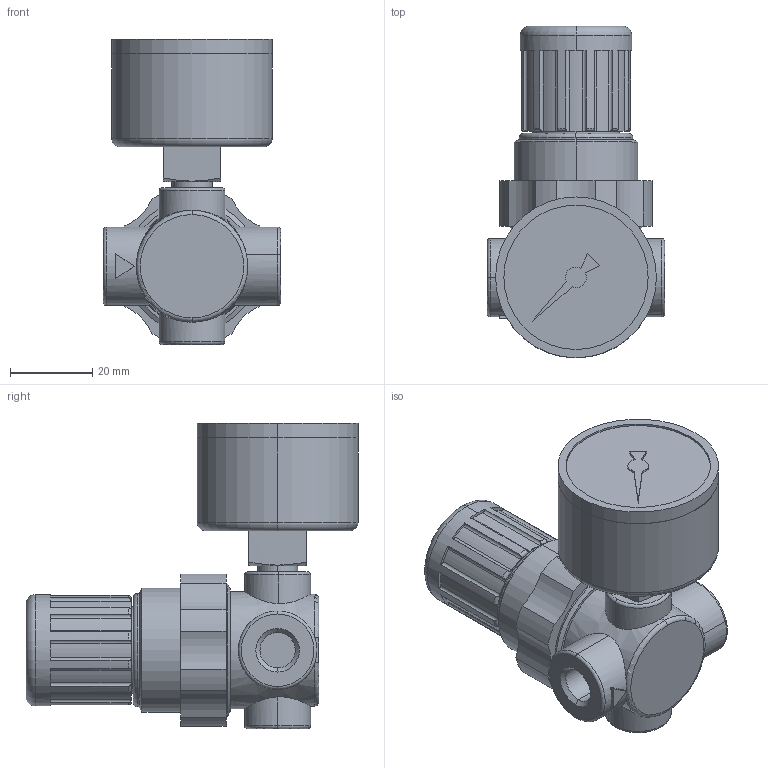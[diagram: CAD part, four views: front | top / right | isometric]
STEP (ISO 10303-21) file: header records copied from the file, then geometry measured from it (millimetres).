
FILE_DESCRIPTION(/* description */ ('VariCAD 2016-1.04 AP-214'),/* implementation_level */ '2;1');
FILE_NAME(/* name */ 'dr_022-00.stp',/* time_stamp */ '2016-06-16T09:36:27+02:00',/* author */ (''),/* organization */ (''),/* preprocessor_version */ 'ST-DEVELOPER v14',/* originating_system */ 'VariCAD 2016-1.04; kernel version (20130303)',/* authorisation */ '');
FILE_SCHEMA (('AUTOMOTIVE_DESIGN'));
Length unit declared in the file: millimetre
Products named in the file (3): dr_022-00; 9.1500.00.756_1<2>; 9.1500.00.756_1<1>
Assembly tree (2 placements, depth 2):
  dr_022-00
    9.1500.00.756_1<2>
    9.1500.00.756_1<1>
Bounding box: 43 x 80.5 x 74 mm (x, y, z)
Volume: 85545.8 mm3; surface area: 17521.8 mm2
Topology: 2 solids, 2 shells, 192 faces, 477 edges, 307 vertices
Faces by surface type: cylinder 90, plane 62, cone 22, torus 18
Entity records: 6324 total; most frequent: CARTESIAN_POINT 1549, DIRECTION 1063, ORIENTED_EDGE 954, EDGE_CURVE 477, AXIS2_PLACEMENT_3D 445, VERTEX_POINT 307, CIRCLE 246, EDGE_LOOP 210
